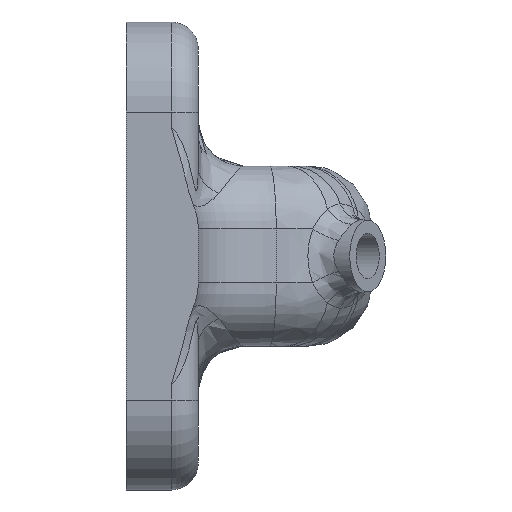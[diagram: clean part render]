
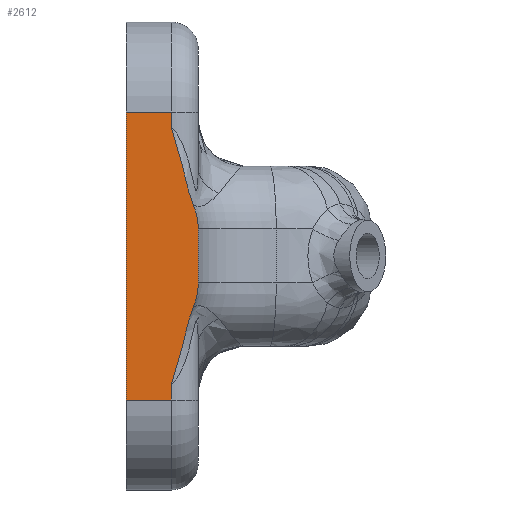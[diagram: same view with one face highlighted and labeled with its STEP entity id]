
A CAD part, left-side view. The second image highlights one B-rep face of the part: STEP entity #2612.
In plain terms, the highlighted planar face has unit normal (-1, 0, 0).
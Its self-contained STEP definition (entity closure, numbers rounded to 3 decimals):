
#66=PLANE('',#2835);
#203=LINE('',#6358,#357);
#204=LINE('',#6445,#358);
#205=LINE('',#6448,#359);
#206=LINE('',#6450,#360);
#207=LINE('',#6451,#361);
#208=LINE('',#6461,#362);
#357=VECTOR('',#3306,10.);
#358=VECTOR('',#3319,10.);
#359=VECTOR('',#3322,10.);
#360=VECTOR('',#3323,10.);
#361=VECTOR('',#3324,10.);
#362=VECTOR('',#3325,10.);
#563=FACE_OUTER_BOUND('',#724,.T.);
#724=EDGE_LOOP('',(#2183,#2184,#2185,#2186,#2187,#2188,#2189,#2190,#2191,
#2192));
#844=B_SPLINE_CURVE_WITH_KNOTS('',3,(#4881,#4882,#4883,#4884,#4885,#4886,
#4887,#4888),.UNSPECIFIED.,.F.,.F.,(4,2,2,4),(-0.002,0.,0.709,
0.91),.UNSPECIFIED.);
#856=B_SPLINE_CURVE_WITH_KNOTS('',3,(#5140,#5141,#5142,#5143,#5144,#5145,
#5146,#5147),.UNSPECIFIED.,.F.,.F.,(4,2,2,4),(1.819,1.827,
1.956,2.085),.UNSPECIFIED.);
#884=B_SPLINE_CURVE_WITH_KNOTS('',3,(#6069,#6070,#6071,#6072,#6073,#6074,
#6075,#6076,#6077,#6078),.UNSPECIFIED.,.F.,.F.,(4,2,2,2,4),(0.,0.109,
0.29,0.809,0.811),.UNSPECIFIED.);
#892=B_SPLINE_CURVE_WITH_KNOTS('',3,(#6453,#6454,#6455,#6456,#6457,#6458,
#6459,#6460),.UNSPECIFIED.,.F.,.F.,(4,2,2,4),(2.085,2.213,
2.342,2.35),.UNSPECIFIED.);
#1155=VERTEX_POINT('',#4758);
#1156=VERTEX_POINT('',#4880);
#1172=VERTEX_POINT('',#5139);
#1211=VERTEX_POINT('',#6059);
#1212=VERTEX_POINT('',#6068);
#1217=VERTEX_POINT('',#6357);
#1219=VERTEX_POINT('',#6441);
#1220=VERTEX_POINT('',#6447);
#1221=VERTEX_POINT('',#6449);
#1222=VERTEX_POINT('',#6452);
#1459=EDGE_CURVE('',#1155,#1156,#844,.T.);
#1483=EDGE_CURVE('',#1156,#1172,#856,.T.);
#1550=EDGE_CURVE('',#1211,#1212,#884,.T.);
#1563=EDGE_CURVE('',#1212,#1217,#203,.T.);
#1569=EDGE_CURVE('',#1219,#1155,#204,.T.);
#1570=EDGE_CURVE('',#1220,#1219,#205,.T.);
#1571=EDGE_CURVE('',#1220,#1221,#206,.T.);
#1572=EDGE_CURVE('',#1221,#1217,#207,.T.);
#1573=EDGE_CURVE('',#1222,#1211,#892,.T.);
#1574=EDGE_CURVE('',#1172,#1222,#208,.T.);
#2183=ORIENTED_EDGE('',*,*,#1459,.F.);
#2184=ORIENTED_EDGE('',*,*,#1569,.F.);
#2185=ORIENTED_EDGE('',*,*,#1570,.F.);
#2186=ORIENTED_EDGE('',*,*,#1571,.T.);
#2187=ORIENTED_EDGE('',*,*,#1572,.T.);
#2188=ORIENTED_EDGE('',*,*,#1563,.F.);
#2189=ORIENTED_EDGE('',*,*,#1550,.F.);
#2190=ORIENTED_EDGE('',*,*,#1573,.F.);
#2191=ORIENTED_EDGE('',*,*,#1574,.F.);
#2192=ORIENTED_EDGE('',*,*,#1483,.F.);
#2612=ADVANCED_FACE('',(#563),#66,.T.);
#2835=AXIS2_PLACEMENT_3D('',#6446,#3320,#3321);
#3306=DIRECTION('',(0.,0.,-1.));
#3319=DIRECTION('',(0.,0.,-1.));
#3320=DIRECTION('center_axis',(-1.,0.,0.));
#3321=DIRECTION('ref_axis',(0.,-1.,0.));
#3322=DIRECTION('',(0.,-1.,0.));
#3323=DIRECTION('',(0.,0.,-1.));
#3324=DIRECTION('',(0.,-1.,0.));
#3325=DIRECTION('',(0.,0.,-1.));
#4758=CARTESIAN_POINT('',(-40.692,45.,24.315));
#4880=CARTESIAN_POINT('',(-40.692,42.57,15.733));
#4881=CARTESIAN_POINT('Ctrl Pts',(-40.692,45.,24.315));
#4882=CARTESIAN_POINT('Ctrl Pts',(-40.692,44.998,24.309));
#4883=CARTESIAN_POINT('Ctrl Pts',(-40.692,44.995,24.304));
#4884=CARTESIAN_POINT('Ctrl Pts',(-40.692,44.089,22.116));
#4885=CARTESIAN_POINT('Ctrl Pts',(-40.692,43.655,19.325));
#4886=CARTESIAN_POINT('Ctrl Pts',(-40.692,42.94,16.711));
#4887=CARTESIAN_POINT('Ctrl Pts',(-40.692,42.775,16.203));
#4888=CARTESIAN_POINT('Ctrl Pts',(-40.692,42.57,15.733));
#5139=CARTESIAN_POINT('',(-40.692,42.,13.));
#5140=CARTESIAN_POINT('Ctrl Pts',(-40.692,42.57,15.733));
#5141=CARTESIAN_POINT('Ctrl Pts',(-40.692,42.559,15.708));
#5142=CARTESIAN_POINT('Ctrl Pts',(-40.692,42.549,15.683));
#5143=CARTESIAN_POINT('Ctrl Pts',(-40.692,42.372,15.263));
#5144=CARTESIAN_POINT('Ctrl Pts',(-40.692,42.229,14.814));
#5145=CARTESIAN_POINT('Ctrl Pts',(-40.692,42.043,13.898));
#5146=CARTESIAN_POINT('Ctrl Pts',(-40.692,42.,13.429));
#5147=CARTESIAN_POINT('Ctrl Pts',(-40.692,42.,13.));
#6059=CARTESIAN_POINT('',(-40.692,42.57,4.267));
#6068=CARTESIAN_POINT('',(-40.692,45.,-4.315));
#6069=CARTESIAN_POINT('Ctrl Pts',(-40.692,42.57,4.267));
#6070=CARTESIAN_POINT('Ctrl Pts',(-40.692,42.714,3.936));
#6071=CARTESIAN_POINT('Ctrl Pts',(-40.692,42.835,3.594));
#6072=CARTESIAN_POINT('Ctrl Pts',(-40.692,43.12,2.675));
#6073=CARTESIAN_POINT('Ctrl Pts',(-40.692,43.281,2.017));
#6074=CARTESIAN_POINT('Ctrl Pts',(-40.692,43.882,-0.56));
#6075=CARTESIAN_POINT('Ctrl Pts',(-40.692,44.289,-2.599));
#6076=CARTESIAN_POINT('Ctrl Pts',(-40.692,44.995,-4.304));
#6077=CARTESIAN_POINT('Ctrl Pts',(-40.692,44.998,-4.309));
#6078=CARTESIAN_POINT('Ctrl Pts',(-40.692,45.,-4.315));
#6357=CARTESIAN_POINT('',(-40.692,45.,-6.));
#6358=CARTESIAN_POINT('',(-40.692,45.,0.));
#6441=CARTESIAN_POINT('',(-40.692,45.,26.));
#6445=CARTESIAN_POINT('',(-40.692,45.,0.));
#6446=CARTESIAN_POINT('Origin',(-40.692,50.,0.));
#6447=CARTESIAN_POINT('',(-40.692,50.,26.));
#6448=CARTESIAN_POINT('',(-40.692,42.,26.));
#6449=CARTESIAN_POINT('',(-40.692,50.,-6.));
#6450=CARTESIAN_POINT('',(-40.692,50.,0.));
#6451=CARTESIAN_POINT('',(-40.692,42.,-6.));
#6452=CARTESIAN_POINT('',(-40.692,42.,7.));
#6453=CARTESIAN_POINT('Ctrl Pts',(-40.692,42.,7.));
#6454=CARTESIAN_POINT('Ctrl Pts',(-40.692,42.,6.571));
#6455=CARTESIAN_POINT('Ctrl Pts',(-40.692,42.043,6.102));
#6456=CARTESIAN_POINT('Ctrl Pts',(-40.692,42.229,5.186));
#6457=CARTESIAN_POINT('Ctrl Pts',(-40.692,42.372,4.737));
#6458=CARTESIAN_POINT('Ctrl Pts',(-40.692,42.549,4.317));
#6459=CARTESIAN_POINT('Ctrl Pts',(-40.692,42.559,4.292));
#6460=CARTESIAN_POINT('Ctrl Pts',(-40.692,42.57,4.267));
#6461=CARTESIAN_POINT('',(-40.692,42.,0.));
